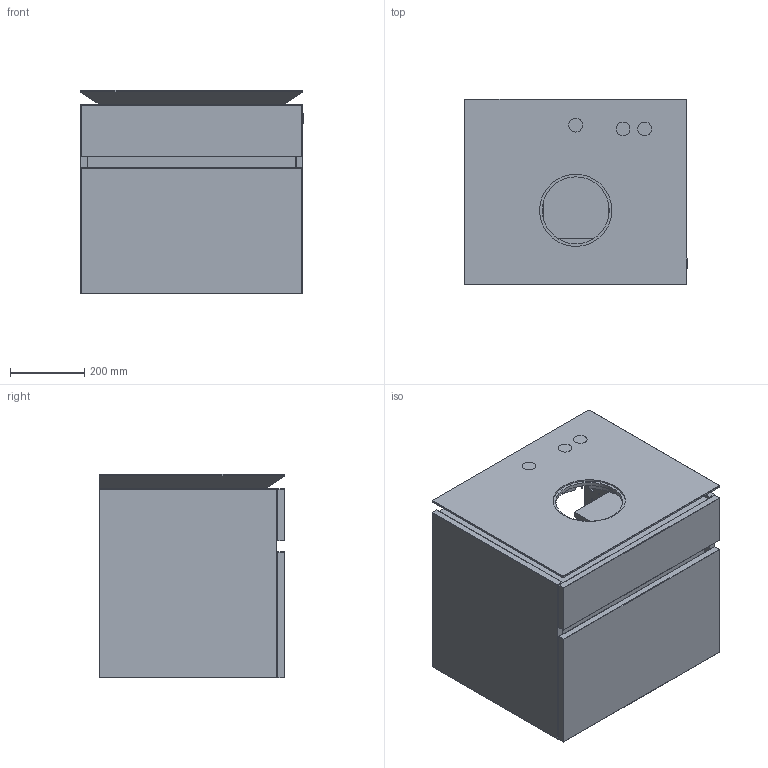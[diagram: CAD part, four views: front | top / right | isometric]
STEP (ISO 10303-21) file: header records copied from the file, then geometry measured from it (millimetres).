
FILE_DESCRIPTION((' '),'2;1');
FILE_NAME('B56800_B568L0.stp','2022-05-16T07:39:18',(' '),(' '),' ','ACIS',' ');
FILE_SCHEMA(('CONFIG_CONTROL_DESIGN'));
Length unit declared in the file: millimetre
Products named in the file (17): B56800_B568L0.stp; B56800_B568L0_ForBodies; Körper1; Körper2; Körper3; Körper4; Körper5; Körper6; Körper7; Körper8; Körper9; Körper10; Körper11; Körper12; Körper13; Körper14; Körper15
Assembly tree (16 placements, depth 2):
  B56800_B568L0.stp
    B56800_B568L0_ForBodies
    Körper1
    Körper2
    Körper3
    Körper4
    Körper5
    Körper6
    Körper7
    Körper8
    Körper9
    Körper10
    Körper11
    Körper12
    Körper13
    Körper14
    Körper15
Bounding box: 601.5 x 500 x 550 mm (x, y, z)
Volume: 37805889 mm3; surface area: 4375412.5 mm2
Topology: 15 solids, 21 shells, 513 faces, 1068 edges, 724 vertices
Faces by surface type: plane 331, cylinder 180, cone 1, torus 1
Full cylindrical faces by diameter (mm): 3 x32, 5 x19, 6.5 x5, 8 x43, 8.01 x32, 10 x16, 26 x1
Entity records: 15390 total; most frequent: DIRECTION 2356, CARTESIAN_POINT 2288, ORIENTED_EDGE 1759, AXIS2_PLACEMENT_3D 934, EDGE_CURVE 884, EDGE_LOOP 827, VERTEX_POINT 690, FACE_OUTER_BOUND 513
